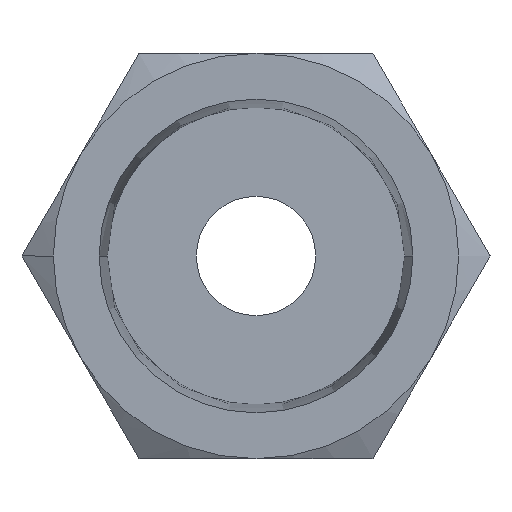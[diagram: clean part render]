
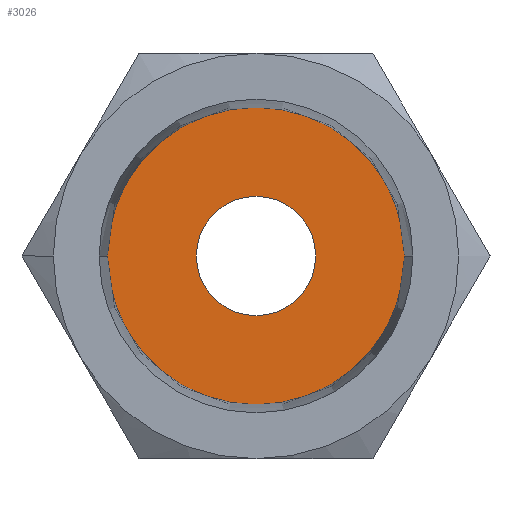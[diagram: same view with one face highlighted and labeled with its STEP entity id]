
A CAD part, front view. The second image highlights one B-rep face of the part: STEP entity #3026.
In plain terms, the highlighted planar face has unit normal (0, -1, 0).
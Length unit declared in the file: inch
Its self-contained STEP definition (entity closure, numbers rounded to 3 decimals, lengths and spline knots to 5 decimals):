
#109 = AXIS2_PLACEMENT_3D ( 'NONE', #2227, #449, #2502 ) ;
#322 = CIRCLE ( 'NONE', #109, 0.24546 ) ;
#347 = CARTESIAN_POINT ( 'NONE',  ( 0.24546, -0.07874, 0. ) ) ;
#385 = EDGE_CURVE ( 'NONE', #2432, #2771, #3157, .T. ) ;
#433 = ORIENTED_EDGE ( 'NONE', *, *, #3110, .F. ) ;
#449 = DIRECTION ( 'NONE',  ( 0., -1., 0. ) ) ;
#723 = CARTESIAN_POINT ( 'NONE',  ( 0., -0.07874, 0. ) ) ;
#743 = ORIENTED_EDGE ( 'NONE', *, *, #385, .F. ) ;
#881 = CARTESIAN_POINT ( 'NONE',  ( -0.24546, -0.07874, 0. ) ) ;
#1039 = DIRECTION ( 'NONE',  ( -1., 0., 0. ) ) ;
#1054 = AXIS2_PLACEMENT_3D ( 'NONE', #2656, #2668, #2651 ) ;
#1206 = FACE_OUTER_BOUND ( 'NONE', #2986, .T. ) ;
#1252 = CIRCLE ( 'NONE', #3344, 0.09843 ) ;
#1287 = ORIENTED_EDGE ( 'NONE', *, *, #3198, .T. ) ;
#1316 = CARTESIAN_POINT ( 'NONE',  ( 0.17194, -0.07874, 0. ) ) ;
#1332 = EDGE_CURVE ( 'NONE', #3586, #2362, #3024, .T. ) ;
#1591 = AXIS2_PLACEMENT_3D ( 'NONE', #2553, #2517, #2506 ) ;
#1616 = DIRECTION ( 'NONE',  ( -1., 0., 0. ) ) ;
#1620 = CARTESIAN_POINT ( 'NONE',  ( 0.09843, -0.07874, 0. ) ) ;
#1868 = ORIENTED_EDGE ( 'NONE', *, *, #1332, .T. ) ;
#2013 = AXIS2_PLACEMENT_3D ( 'NONE', #1316, #3312, #1616 ) ;
#2227 = CARTESIAN_POINT ( 'NONE',  ( 0., -0.07874, 0. ) ) ;
#2362 = VERTEX_POINT ( 'NONE', #881 ) ;
#2432 = VERTEX_POINT ( 'NONE', #3149 ) ;
#2502 = DIRECTION ( 'NONE',  ( 1., 0., 0. ) ) ;
#2506 = DIRECTION ( 'NONE',  ( -1., 0., 0. ) ) ;
#2517 = DIRECTION ( 'NONE',  ( 0., -1., 0. ) ) ;
#2553 = CARTESIAN_POINT ( 'NONE',  ( 0., -0.07874, 0. ) ) ;
#2651 = DIRECTION ( 'NONE',  ( 1., 0., 0. ) ) ;
#2656 = CARTESIAN_POINT ( 'NONE',  ( 0., -0.07874, 0. ) ) ;
#2668 = DIRECTION ( 'NONE',  ( 0., -1., 0. ) ) ;
#2742 = FACE_BOUND ( 'NONE', #3483, .T. ) ;
#2771 = VERTEX_POINT ( 'NONE', #1620 ) ;
#2787 = DIRECTION ( 'NONE',  ( 0., -1., 0. ) ) ;
#2986 = EDGE_LOOP ( 'NONE', ( #1868, #1287 ) ) ;
#3024 = CIRCLE ( 'NONE', #1054, 0.24546 ) ;
#3026 = ADVANCED_FACE ( 'NONE', ( #2742, #1206 ), #3036, .F. ) ;
#3036 = PLANE ( 'NONE',  #2013 ) ;
#3110 = EDGE_CURVE ( 'NONE', #2771, #2432, #1252, .T. ) ;
#3149 = CARTESIAN_POINT ( 'NONE',  ( -0.09843, -0.07874, 0. ) ) ;
#3157 = CIRCLE ( 'NONE', #1591, 0.09843 ) ;
#3198 = EDGE_CURVE ( 'NONE', #2362, #3586, #322, .T. ) ;
#3312 = DIRECTION ( 'NONE',  ( 0., 1., 0. ) ) ;
#3344 = AXIS2_PLACEMENT_3D ( 'NONE', #723, #2787, #1039 ) ;
#3483 = EDGE_LOOP ( 'NONE', ( #743, #433 ) ) ;
#3586 = VERTEX_POINT ( 'NONE', #347 ) ;
